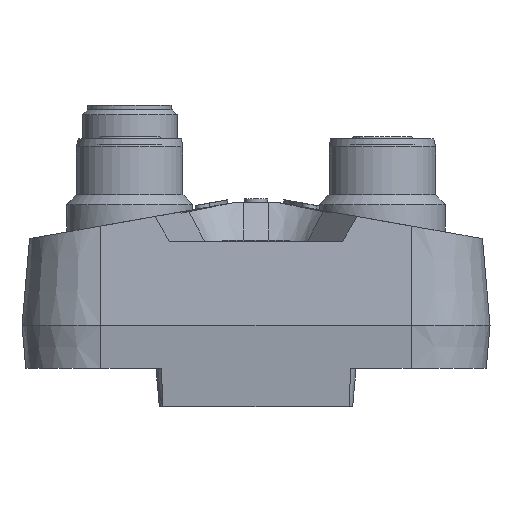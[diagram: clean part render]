
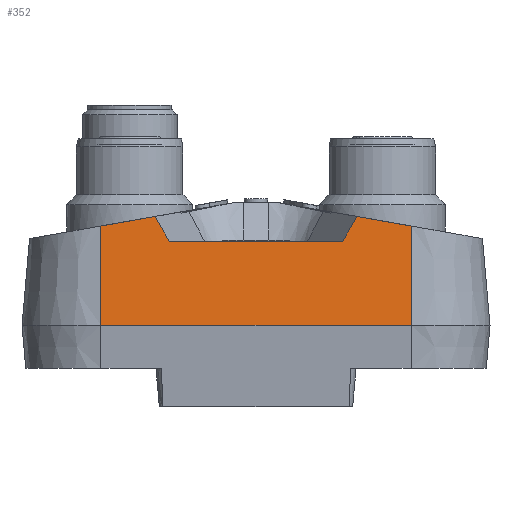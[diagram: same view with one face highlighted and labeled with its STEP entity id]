
A CAD part, front view. The second image highlights one B-rep face of the part: STEP entity #352.
In plain terms, the highlighted planar face has unit normal (0, -0.996, 0.087).
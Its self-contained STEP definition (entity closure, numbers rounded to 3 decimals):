
#352 = ADVANCED_FACE( '', ( #1163 ), #1164, .T. );
#1163 = FACE_OUTER_BOUND( '', #2233, .T. );
#1164 = PLANE( '', #2234 );
#2233 = EDGE_LOOP( '', ( #4715, #4716, #4717, #4718, #4719, #4720, #4721, #4722 ) );
#2234 = AXIS2_PLACEMENT_3D( '', #4723, #4724, #4725 );
#4715 = ORIENTED_EDGE( '', *, *, #6245, .F. );
#4716 = ORIENTED_EDGE( '', *, *, #6651, .F. );
#4717 = ORIENTED_EDGE( '', *, *, #6307, .T. );
#4718 = ORIENTED_EDGE( '', *, *, #6021, .T. );
#4719 = ORIENTED_EDGE( '', *, *, #6304, .F. );
#4720 = ORIENTED_EDGE( '', *, *, #6652, .F. );
#4721 = ORIENTED_EDGE( '', *, *, #6250, .F. );
#4722 = ORIENTED_EDGE( '', *, *, #6239, .F. );
#4723 = CARTESIAN_POINT( '', ( -19.65, 0., 0. ) );
#4724 = DIRECTION( '', ( 0., -0.996, 0.087 ) );
#4725 = DIRECTION( '', ( 0., -0.087, -0.996 ) );
#6021 = EDGE_CURVE( '', #7069, #7076, #7078, .T. );
#6239 = EDGE_CURVE( '', #7452, #7453, #7454, .F. );
#6245 = EDGE_CURVE( '', #7464, #7452, #7465, .F. );
#6250 = EDGE_CURVE( '', #7453, #7473, #7474, .F. );
#6304 = EDGE_CURVE( '', #7563, #7076, #7565, .T. );
#6307 = EDGE_CURVE( '', #7567, #7069, #7570, .T. );
#6651 = EDGE_CURVE( '', #7567, #7464, #8146, .F. );
#6652 = EDGE_CURVE( '', #7473, #7563, #8147, .F. );
#7069 = VERTEX_POINT( '', #8795 );
#7076 = VERTEX_POINT( '', #8810 );
#7078 = LINE( '', #8813, #8814 );
#7452 = VERTEX_POINT( '', #9360 );
#7453 = VERTEX_POINT( '', #9361 );
#7454 = LINE( '', #9362, #9363 );
#7464 = VERTEX_POINT( '', #9376 );
#7465 = LINE( '', #9377, #9378 );
#7473 = VERTEX_POINT( '', #9390 );
#7474 = LINE( '', #9391, #9392 );
#7563 = VERTEX_POINT( '', #9521 );
#7565 = LINE( '', #9523, #9524 );
#7567 = VERTEX_POINT( '', #9526 );
#7570 = LINE( '', #9530, #9531 );
#8146 = LINE( '', #10249, #10250 );
#8147 = LINE( '', #10251, #10252 );
#8795 = CARTESIAN_POINT( '', ( -19.65, 0., 0. ) );
#8810 = CARTESIAN_POINT( '', ( 19.65, 0., 0. ) );
#8813 = CARTESIAN_POINT( '', ( -19.65, 0., 0. ) );
#8814 = VECTOR( '', #10793, 1000. );
#9360 = CARTESIAN_POINT( '', ( -10.98, 0.932, 10.65 ) );
#9361 = CARTESIAN_POINT( '', ( 10.98, 0.932, 10.65 ) );
#9362 = CARTESIAN_POINT( '', ( -19.65, 0.932, 10.65 ) );
#9363 = VECTOR( '', #11168, 1000. );
#9376 = CARTESIAN_POINT( '', ( -12.816, 1.205, 13.775 ) );
#9377 = CARTESIAN_POINT( '', ( -8.531, 0.567, 6.481 ) );
#9378 = VECTOR( '', #11178, 1000. );
#9390 = CARTESIAN_POINT( '', ( 12.816, 1.205, 13.775 ) );
#9391 = CARTESIAN_POINT( '', ( -1.492, -0.926, -10.584 ) );
#9392 = VECTOR( '', #11183, 1000. );
#9521 = CARTESIAN_POINT( '', ( 19.65, 1.1, 12.57 ) );
#9523 = CARTESIAN_POINT( '', ( 19.65, 0., 0. ) );
#9524 = VECTOR( '', #11263, 1000. );
#9526 = CARTESIAN_POINT( '', ( -19.65, 1.1, 12.57 ) );
#9530 = CARTESIAN_POINT( '', ( -19.65, 0., 0. ) );
#9531 = VECTOR( '', #11268, 1000. );
#10249 = CARTESIAN_POINT( '', ( -21.816, 1.066, 12.188 ) );
#10250 = VECTOR( '', #12014, 1000. );
#10251 = CARTESIAN_POINT( '', ( -16.291, 1.654, 18.907 ) );
#10252 = VECTOR( '', #12015, 1000. );
#10793 = DIRECTION( '', ( 1., 0., 0. ) );
#11168 = DIRECTION( '', ( -1., 0., 0. ) );
#11178 = DIRECTION( '', ( -0.505, 0.075, 0.86 ) );
#11183 = DIRECTION( '', ( -0.505, -0.075, -0.86 ) );
#11263 = DIRECTION( '', ( 0., -0.087, -0.996 ) );
#11268 = DIRECTION( '', ( 0., -0.087, -0.996 ) );
#12014 = DIRECTION( '', ( -0.985, -0.015, -0.174 ) );
#12015 = DIRECTION( '', ( -0.985, 0.015, 0.174 ) );
